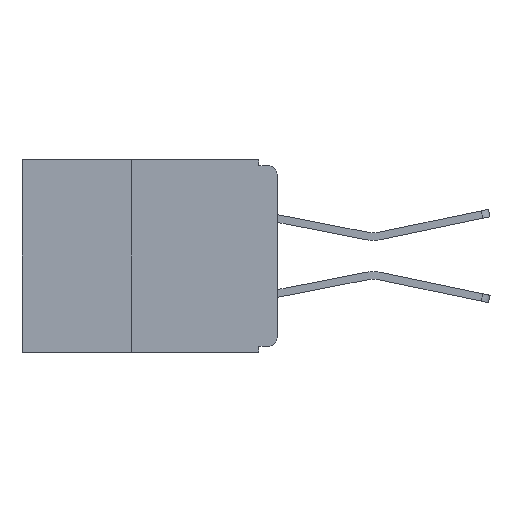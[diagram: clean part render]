
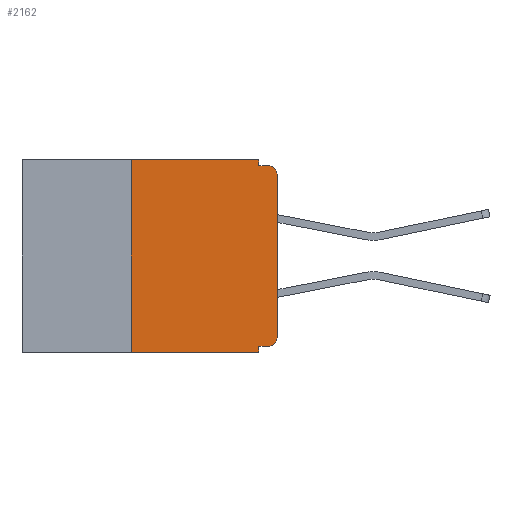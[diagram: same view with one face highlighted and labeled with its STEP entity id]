
A CAD part, left-side view. The second image highlights one B-rep face of the part: STEP entity #2162.
In plain terms, the highlighted planar face has unit normal (-1, 0, 0).
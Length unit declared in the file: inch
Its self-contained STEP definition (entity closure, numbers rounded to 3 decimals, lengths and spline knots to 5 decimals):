
#114 = DIRECTION ( 'NONE',  ( -1., 0., 0. ) ) ;
#486 = CARTESIAN_POINT ( 'NONE',  ( 0., 0.031, -0.33 ) ) ;
#550 = CARTESIAN_POINT ( 'NONE',  ( 0., 0.015, -0.025 ) ) ;
#854 = ORIENTED_EDGE ( 'NONE', *, *, #8204, .F. ) ;
#901 = LINE ( 'NONE', #2044, #11818 ) ;
#1564 = DIRECTION ( 'NONE',  ( 0., -1., 0. ) ) ;
#1582 = CARTESIAN_POINT ( 'NONE',  ( 0., 0.437, 0. ) ) ;
#1692 = VECTOR ( 'NONE', #10930, 39.37008 ) ;
#1730 = LINE ( 'NONE', #486, #6953 ) ;
#1814 = EDGE_CURVE ( 'NONE', #2058, #12839, #3999, .T. ) ;
#1963 = ORIENTED_EDGE ( 'NONE', *, *, #9400, .F. ) ;
#2044 = CARTESIAN_POINT ( 'NONE',  ( 0., 0., 0. ) ) ;
#2058 = VERTEX_POINT ( 'NONE', #6810 ) ;
#2162 = ADVANCED_FACE ( 'NONE', ( #10260 ), #7871, .F. ) ;
#2353 = CARTESIAN_POINT ( 'NONE',  ( 0., 0.031, -0.32 ) ) ;
#2819 = DIRECTION ( 'NONE',  ( 0., 0., 1. ) ) ;
#2945 = ORIENTED_EDGE ( 'NONE', *, *, #2998, .T. ) ;
#2998 = EDGE_CURVE ( 'NONE', #12839, #11715, #901, .T. ) ;
#3142 = VECTOR ( 'NONE', #1564, 39.37008 ) ;
#3332 = VECTOR ( 'NONE', #6664, 39.37008 ) ;
#3667 = DIRECTION ( 'NONE',  ( 0., -1., 0. ) ) ;
#3692 = LINE ( 'NONE', #6777, #3332 ) ;
#3995 = EDGE_CURVE ( 'NONE', #11715, #9573, #4886, .T. ) ;
#3999 = CIRCLE ( 'NONE', #9583, 0.015 ) ;
#4148 = ORIENTED_EDGE ( 'NONE', *, *, #9553, .T. ) ;
#4195 = AXIS2_PLACEMENT_3D ( 'NONE', #550, #114, #13192 ) ;
#4214 = LINE ( 'NONE', #4940, #1692 ) ;
#4359 = LINE ( 'NONE', #10917, #6739 ) ;
#4514 = LINE ( 'NONE', #5099, #12178 ) ;
#4644 = CARTESIAN_POINT ( 'NONE',  ( 0., 0.437, 0. ) ) ;
#4886 = CIRCLE ( 'NONE', #4195, 0.015 ) ;
#4940 = CARTESIAN_POINT ( 'NONE',  ( 0., 0.437, -0.33 ) ) ;
#5099 = CARTESIAN_POINT ( 'NONE',  ( 0., 0.031, 0. ) ) ;
#5256 = DIRECTION ( 'NONE',  ( 0., 0., 1. ) ) ;
#5302 = CARTESIAN_POINT ( 'NONE',  ( 0., 0.25, -0.33 ) ) ;
#5446 = ORIENTED_EDGE ( 'NONE', *, *, #6773, .F. ) ;
#6016 = EDGE_CURVE ( 'NONE', #2058, #8626, #3692, .T. ) ;
#6242 = VERTEX_POINT ( 'NONE', #5302 ) ;
#6441 = CARTESIAN_POINT ( 'NONE',  ( 0., 0., -0.025 ) ) ;
#6462 = DIRECTION ( 'NONE',  ( 0., 0., -1. ) ) ;
#6664 = DIRECTION ( 'NONE',  ( 0., 1., 0. ) ) ;
#6723 = CARTESIAN_POINT ( 'NONE',  ( 0., 0., -0.01 ) ) ;
#6739 = VECTOR ( 'NONE', #2819, 39.37008 ) ;
#6773 = EDGE_CURVE ( 'NONE', #12160, #9726, #8569, .T. ) ;
#6777 = CARTESIAN_POINT ( 'NONE',  ( 0., 0., -0.32 ) ) ;
#6810 = CARTESIAN_POINT ( 'NONE',  ( 0., 0.015, -0.32 ) ) ;
#6953 = VECTOR ( 'NONE', #8807, 39.37008 ) ;
#7017 = CARTESIAN_POINT ( 'NONE',  ( 0., 0.031, -0.33 ) ) ;
#7165 = ORIENTED_EDGE ( 'NONE', *, *, #3995, .T. ) ;
#7871 = PLANE ( 'NONE',  #11988 ) ;
#7990 = CARTESIAN_POINT ( 'NONE',  ( 0., 0.015, -0.01 ) ) ;
#8204 = EDGE_CURVE ( 'NONE', #8626, #12065, #1730, .T. ) ;
#8485 = VECTOR ( 'NONE', #3667, 39.37008 ) ;
#8569 = LINE ( 'NONE', #1582, #3142 ) ;
#8626 = VERTEX_POINT ( 'NONE', #2353 ) ;
#8807 = DIRECTION ( 'NONE',  ( 0., 0., -1. ) ) ;
#8919 = DIRECTION ( 'NONE',  ( 1., 0., 0. ) ) ;
#8966 = ORIENTED_EDGE ( 'NONE', *, *, #10199, .F. ) ;
#9200 = DIRECTION ( 'NONE',  ( -1., 0., 0. ) ) ;
#9352 = CARTESIAN_POINT ( 'NONE',  ( 0., 0.015, -0.305 ) ) ;
#9400 = EDGE_CURVE ( 'NONE', #12612, #9573, #11440, .T. ) ;
#9461 = DIRECTION ( 'NONE',  ( 0., 0., -1. ) ) ;
#9502 = ORIENTED_EDGE ( 'NONE', *, *, #1814, .T. ) ;
#9553 = EDGE_CURVE ( 'NONE', #6242, #12065, #4214, .T. ) ;
#9573 = VERTEX_POINT ( 'NONE', #7990 ) ;
#9583 = AXIS2_PLACEMENT_3D ( 'NONE', #9352, #9200, #6462 ) ;
#9726 = VERTEX_POINT ( 'NONE', #12205 ) ;
#10199 = EDGE_CURVE ( 'NONE', #6242, #12160, #4359, .T. ) ;
#10203 = ORIENTED_EDGE ( 'NONE', *, *, #10857, .F. ) ;
#10260 = FACE_OUTER_BOUND ( 'NONE', #12519, .T. ) ;
#10294 = CARTESIAN_POINT ( 'NONE',  ( 0., 0., -0.305 ) ) ;
#10857 = EDGE_CURVE ( 'NONE', #9726, #12612, #4514, .T. ) ;
#10917 = CARTESIAN_POINT ( 'NONE',  ( 0., 0.25, -0.33 ) ) ;
#10930 = DIRECTION ( 'NONE',  ( 0., -1., 0. ) ) ;
#11150 = CARTESIAN_POINT ( 'NONE',  ( 0., 0.25, 0. ) ) ;
#11416 = ORIENTED_EDGE ( 'NONE', *, *, #6016, .F. ) ;
#11440 = LINE ( 'NONE', #6723, #8485 ) ;
#11715 = VERTEX_POINT ( 'NONE', #6441 ) ;
#11818 = VECTOR ( 'NONE', #5256, 39.37008 ) ;
#11988 = AXIS2_PLACEMENT_3D ( 'NONE', #4644, #8919, #9461 ) ;
#12065 = VERTEX_POINT ( 'NONE', #7017 ) ;
#12096 = DIRECTION ( 'NONE',  ( 0., 0., -1. ) ) ;
#12160 = VERTEX_POINT ( 'NONE', #11150 ) ;
#12178 = VECTOR ( 'NONE', #12096, 39.37008 ) ;
#12205 = CARTESIAN_POINT ( 'NONE',  ( 0., 0.031, 0. ) ) ;
#12519 = EDGE_LOOP ( 'NONE', ( #2945, #7165, #1963, #10203, #5446, #8966, #4148, #854, #11416, #9502 ) ) ;
#12612 = VERTEX_POINT ( 'NONE', #12856 ) ;
#12839 = VERTEX_POINT ( 'NONE', #10294 ) ;
#12856 = CARTESIAN_POINT ( 'NONE',  ( 0., 0.031, -0.01 ) ) ;
#13192 = DIRECTION ( 'NONE',  ( 0., 0., -1. ) ) ;
